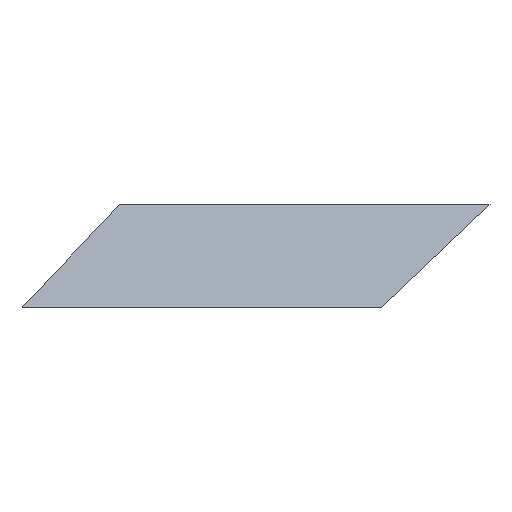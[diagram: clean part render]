
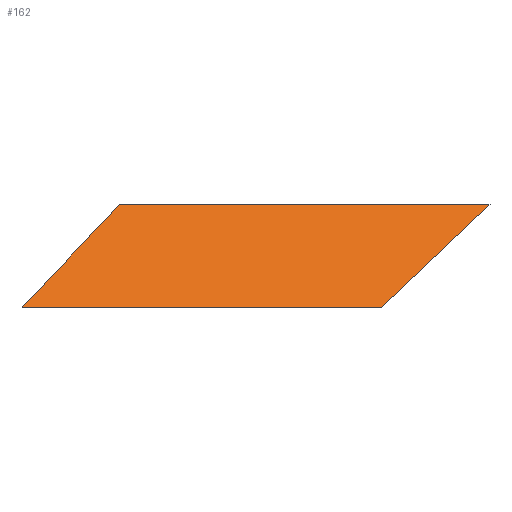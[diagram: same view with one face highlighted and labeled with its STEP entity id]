
A CAD part, front view. The second image highlights one B-rep face of the part: STEP entity #162.
In plain terms, the highlighted planar face has unit normal (0, -0.725, 0.689).
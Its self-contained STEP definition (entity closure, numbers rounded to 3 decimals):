
#32=CARTESIAN_POINT('',(45.49,9.5,10.));
#33=VERTEX_POINT('',#32);
#50=CARTESIAN_POINT('',(9.49,9.5,10.));
#51=VERTEX_POINT('',#50);
#58=CARTESIAN_POINT('',(45.49,9.5,10.));
#59=DIRECTION('',(-1.,0.,0.));
#60=VECTOR('',#59,36.);
#61=LINE('',#58,#60);
#62=EDGE_CURVE('',#33,#51,#61,.T.);
#74=CARTESIAN_POINT('',(34.952,0.,-0.));
#75=VERTEX_POINT('',#74);
#89=CARTESIAN_POINT('',(45.49,9.5,10.));
#90=DIRECTION('',(-0.607,-0.547,-0.576));
#91=VECTOR('',#90,17.358);
#92=LINE('',#89,#91);
#93=EDGE_CURVE('',#33,#75,#92,.T.);
#105=CARTESIAN_POINT('',(0.,0.,0.));
#106=VERTEX_POINT('',#105);
#120=CARTESIAN_POINT('',(0.,0.,0.));
#121=DIRECTION('',(1.,0.,-0.));
#122=VECTOR('',#121,34.952);
#123=LINE('',#120,#122);
#124=EDGE_CURVE('',#106,#75,#123,.T.);
#135=CARTESIAN_POINT('',(-0.,-0.,-0.));
#136=DIRECTION('',(0.567,0.567,0.597));
#137=VECTOR('',#136,16.742);
#138=LINE('',#135,#137);
#139=EDGE_CURVE('',#106,#51,#138,.T.);
#151=CARTESIAN_POINT('',(96.,4.75,5.));
#152=DIRECTION('',(0.,-0.725,0.689));
#153=DIRECTION('',(0.,-0.689,-0.725));
#154=AXIS2_PLACEMENT_3D('',#151,#152,#153);
#155=PLANE('',#154);
#156=ORIENTED_EDGE('',*,*,#62,.T.);
#157=ORIENTED_EDGE('',*,*,#139,.F.);
#158=ORIENTED_EDGE('',*,*,#124,.T.);
#159=ORIENTED_EDGE('',*,*,#93,.F.);
#160=EDGE_LOOP('',(#156,#157,#158,#159));
#161=FACE_BOUND('',#160,.T.);
#162=ADVANCED_FACE('',(#161),#155,.T.);
